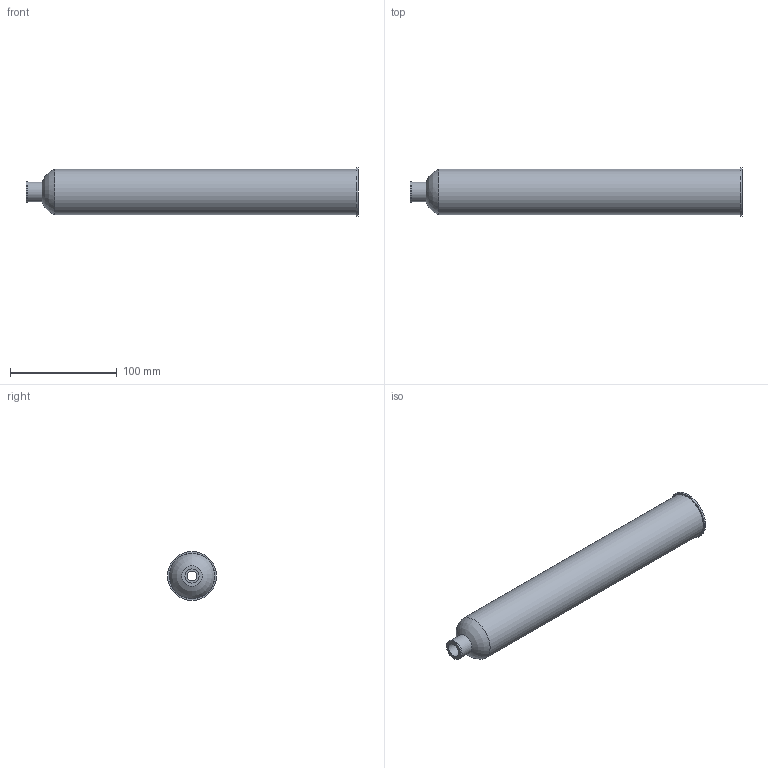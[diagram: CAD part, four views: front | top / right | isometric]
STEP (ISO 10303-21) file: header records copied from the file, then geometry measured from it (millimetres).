
FILE_DESCRIPTION(/* description */ ('Unknown'),/* implementation_level */ '2;1');
FILE_NAME(/* name */ '560063S_360ml_Semco_Kartusche',/* time_stamp */ '2023-06-05T11:57:19+02:00',/* author */ ('Unknown'),/* organization */ ('Unknown'),/* preprocessor_version */ 'ST-DEVELOPER v16.7',/* originating_system */ 'Solid Edge',/* authorisation */ 'Unknown');
FILE_SCHEMA (('AUTOMOTIVE_DESIGN {1 0 10303 214 3 1 1}'));
Length unit declared in the file: millimetre
Products named in the file (1): 560063S_360ml_Semco_Kartusche
Bounding box: 311 x 45.8 x 45.8 mm (x, y, z)
Volume: 41506 mm3; surface area: 80484.6 mm2
Topology: 1 solids, 1 shells, 13 faces, 21 edges, 13 vertices
Faces by surface type: cylinder 6, plane 5, torus 2
Full cylindrical faces by diameter (mm): 13.2 x1, 18.6 x1, 19.3 x1, 40.8 x1, 42.8 x1, 45.8 x1
Entity records: 300 total; most frequent: DIRECTION 54, CARTESIAN_POINT 40, AXIS2_PLACEMENT_3D 27, ORIENTED_EDGE 26, EDGE_LOOP 26, FACE_BOUND 26, EDGE_CURVE 13, VERTEX_POINT 13
